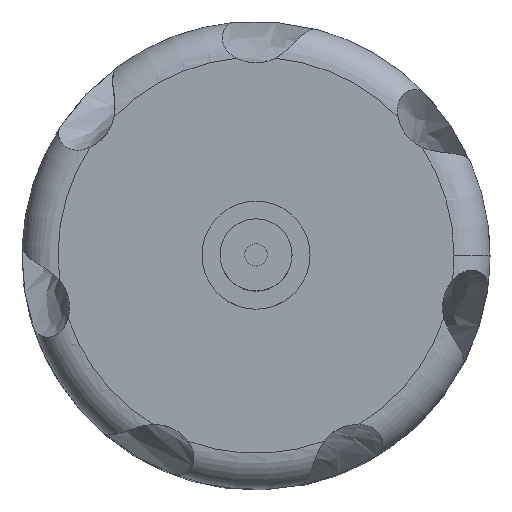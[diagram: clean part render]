
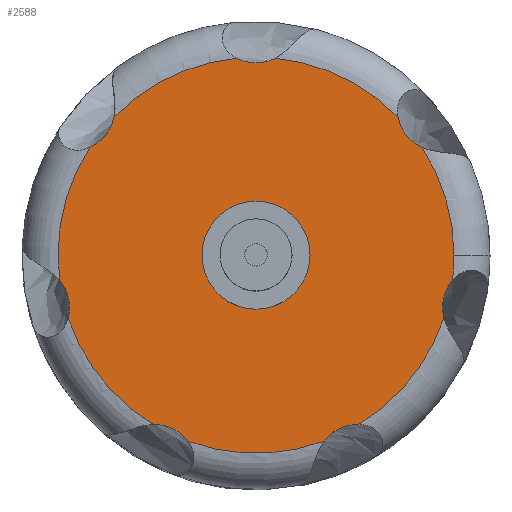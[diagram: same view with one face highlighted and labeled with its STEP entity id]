
A CAD part, top view. The second image highlights one B-rep face of the part: STEP entity #2588.
In plain terms, the highlighted planar face has unit normal (0, 0, 1).
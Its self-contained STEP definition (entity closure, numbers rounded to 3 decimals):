
#16 = DIRECTION ( 'NONE',  ( 1., 0., 0. ) ) ;
#28 = DIRECTION ( 'NONE',  ( 1., 0., 0. ) ) ;
#40 = ORIENTED_EDGE ( 'NONE', *, *, #665, .T. ) ;
#43 = DIRECTION ( 'NONE',  ( 0., 0., 1. ) ) ;
#49 = VERTEX_POINT ( 'NONE', #2156 ) ;
#102 = CARTESIAN_POINT ( 'NONE',  ( -20.725, -5.786, 65. ) ) ;
#125 = CARTESIAN_POINT ( 'NONE',  ( 22., 0., 65. ) ) ;
#137 = EDGE_CURVE ( 'NONE', #736, #910, #990, .T. ) ;
#149 = DIRECTION ( 'NONE',  ( 1., 0., 0. ) ) ;
#160 = DIRECTION ( 'NONE',  ( 1., 0., 0. ) ) ;
#181 = ORIENTED_EDGE ( 'NONE', *, *, #2277, .T. ) ;
#186 = DIRECTION ( 'NONE',  ( 1., 0., 0. ) ) ;
#191 = AXIS2_PLACEMENT_3D ( 'NONE', #1427, #1437, #953 ) ;
#260 = VERTEX_POINT ( 'NONE', #1077 ) ;
#282 = CIRCLE ( 'NONE', #2028, 22. ) ;
#288 = AXIS2_PLACEMENT_3D ( 'NONE', #1173, #1881, #2128 ) ;
#301 = CIRCLE ( 'NONE', #779, 22. ) ;
#368 = ORIENTED_EDGE ( 'NONE', *, *, #3045, .F. ) ;
#380 = EDGE_CURVE ( 'NONE', #1564, #260, #301, .T. ) ;
#405 = DIRECTION ( 'NONE',  ( 1., 0., 0. ) ) ;
#423 = AXIS2_PLACEMENT_3D ( 'NONE', #2222, #770, #2081 ) ;
#424 = CARTESIAN_POINT ( 'NONE',  ( -25.348, -5.786, 65. ) ) ;
#447 = DIRECTION ( 'NONE',  ( 0., 0., 1. ) ) ;
#451 = ORIENTED_EDGE ( 'NONE', *, *, #2458, .F. ) ;
#474 = CARTESIAN_POINT ( 'NONE',  ( 0., 0., 65. ) ) ;
#483 = DIRECTION ( 'NONE',  ( 0., 0., 1. ) ) ;
#500 = CARTESIAN_POINT ( 'NONE',  ( 11.42, -18.804, 65. ) ) ;
#588 = CARTESIAN_POINT ( 'NONE',  ( -20.874, -6.949, 65. ) ) ;
#632 = CARTESIAN_POINT ( 'NONE',  ( 0., 0., 65. ) ) ;
#645 = DIRECTION ( 'NONE',  ( 0., 0., 1. ) ) ;
#647 = CARTESIAN_POINT ( 'NONE',  ( 20.328, 16.211, 65. ) ) ;
#657 = DIRECTION ( 'NONE',  ( 0., 0., 1. ) ) ;
#665 = EDGE_CURVE ( 'NONE', #2255, #49, #2984, .T. ) ;
#691 = CARTESIAN_POINT ( 'NONE',  ( 0., 0., 65. ) ) ;
#714 = AXIS2_PLACEMENT_3D ( 'NONE', #1703, #2674, #1457 ) ;
#725 = CARTESIAN_POINT ( 'NONE',  ( -11.42, -18.804, 65. ) ) ;
#733 = CIRCLE ( 'NONE', #288, 4.623 ) ;
#736 = VERTEX_POINT ( 'NONE', #1027 ) ;
#746 = ORIENTED_EDGE ( 'NONE', *, *, #815, .F. ) ;
#770 = DIRECTION ( 'NONE',  ( 0., 0., 1. ) ) ;
#779 = AXIS2_PLACEMENT_3D ( 'NONE', #632, #2611, #2080 ) ;
#806 = CIRCLE ( 'NONE', #2520, 4.623 ) ;
#815 = EDGE_CURVE ( 'NONE', #2960, #2054, #2691, .T. ) ;
#827 = ORIENTED_EDGE ( 'NONE', *, *, #2788, .F. ) ;
#871 = CARTESIAN_POINT ( 'NONE',  ( 0., 0., 65. ) ) ;
#879 = ORIENTED_EDGE ( 'NONE', *, *, #2449, .T. ) ;
#910 = VERTEX_POINT ( 'NONE', #1203 ) ;
#951 = ORIENTED_EDGE ( 'NONE', *, *, #380, .T. ) ;
#953 = DIRECTION ( 'NONE',  ( 1., 0., 0. ) ) ;
#965 = VERTEX_POINT ( 'NONE', #2673 ) ;
#973 = CARTESIAN_POINT ( 'NONE',  ( 0., 0., 65. ) ) ;
#990 = CIRCLE ( 'NONE', #2806, 22. ) ;
#1001 = AXIS2_PLACEMENT_3D ( 'NONE', #2354, #1868, #149 ) ;
#1027 = CARTESIAN_POINT ( 'NONE',  ( -2.13, 21.897, 65. ) ) ;
#1063 = ORIENTED_EDGE ( 'NONE', *, *, #137, .T. ) ;
#1077 = CARTESIAN_POINT ( 'NONE',  ( 20.874, -6.949, 65. ) ) ;
#1081 = CARTESIAN_POINT ( 'NONE',  ( 15.791, 15.318, 65. ) ) ;
#1121 = DIRECTION ( 'NONE',  ( 1., 0., 0. ) ) ;
#1170 = CARTESIAN_POINT ( 'NONE',  ( -21.822, -2.796, 65. ) ) ;
#1173 = CARTESIAN_POINT ( 'NONE',  ( -11.281, -23.425, 65. ) ) ;
#1203 = CARTESIAN_POINT ( 'NONE',  ( -15.791, 15.318, 65. ) ) ;
#1207 = DIRECTION ( 'NONE',  ( 0., 0., 1. ) ) ;
#1220 = CARTESIAN_POINT ( 'NONE',  ( -18.448, 11.987, 65. ) ) ;
#1241 = CARTESIAN_POINT ( 'NONE',  ( 0., 0., 65. ) ) ;
#1381 = CIRCLE ( 'NONE', #423, 22. ) ;
#1393 = ORIENTED_EDGE ( 'NONE', *, *, #1473, .T. ) ;
#1421 = CIRCLE ( 'NONE', #191, 4.623 ) ;
#1427 = CARTESIAN_POINT ( 'NONE',  ( -20.328, 16.211, 65. ) ) ;
#1437 = DIRECTION ( 'NONE',  ( 0., 0., 1. ) ) ;
#1450 = DIRECTION ( 'NONE',  ( 1., 0., 0. ) ) ;
#1455 = DIRECTION ( 'NONE',  ( 0., 0., 1. ) ) ;
#1457 = DIRECTION ( 'NONE',  ( 1., 0., 0. ) ) ;
#1473 = EDGE_CURVE ( 'NONE', #2871, #2635, #2663, .T. ) ;
#1564 = VERTEX_POINT ( 'NONE', #500 ) ;
#1655 = PLANE ( 'NONE',  #2189 ) ;
#1677 = VERTEX_POINT ( 'NONE', #102 ) ;
#1703 = CARTESIAN_POINT ( 'NONE',  ( 25.348, -5.786, 65. ) ) ;
#1721 = FACE_OUTER_BOUND ( 'NONE', #2007, .T. ) ;
#1724 = ORIENTED_EDGE ( 'NONE', *, *, #2562, .F. ) ;
#1788 = CIRCLE ( 'NONE', #1001, 4.623 ) ;
#1809 = DIRECTION ( 'NONE',  ( 1., 0., 0. ) ) ;
#1858 = AXIS2_PLACEMENT_3D ( 'NONE', #3101, #2820, #160 ) ;
#1868 = DIRECTION ( 'NONE',  ( 0., 0., 1. ) ) ;
#1881 = DIRECTION ( 'NONE',  ( 0., 0., 1. ) ) ;
#1909 = ORIENTED_EDGE ( 'NONE', *, *, #2510, .F. ) ;
#1923 = VERTEX_POINT ( 'NONE', #125 ) ;
#1951 = DIRECTION ( 'NONE',  ( 1., 0., 0. ) ) ;
#1978 = CIRCLE ( 'NONE', #2290, 4.623 ) ;
#2007 = EDGE_LOOP ( 'NONE', ( #3056, #1063, #2148, #1393, #368, #1909, #3129, #1724, #40, #451, #951, #827, #181, #2401, #746, #879 ) ) ;
#2028 = AXIS2_PLACEMENT_3D ( 'NONE', #2104, #645, #186 ) ;
#2053 = EDGE_CURVE ( 'NONE', #2904, #2168, #2445, .T. ) ;
#2054 = VERTEX_POINT ( 'NONE', #3054 ) ;
#2065 = DIRECTION ( 'NONE',  ( 0., 0., 1. ) ) ;
#2080 = DIRECTION ( 'NONE',  ( 1., 0., 0. ) ) ;
#2081 = DIRECTION ( 'NONE',  ( 1., 0., 0. ) ) ;
#2104 = CARTESIAN_POINT ( 'NONE',  ( 0., 0., 65. ) ) ;
#2128 = DIRECTION ( 'NONE',  ( 1., 0., 0. ) ) ;
#2148 = ORIENTED_EDGE ( 'NONE', *, *, #2741, .F. ) ;
#2156 = CARTESIAN_POINT ( 'NONE',  ( 7.582, -20.652, 65. ) ) ;
#2168 = VERTEX_POINT ( 'NONE', #725 ) ;
#2189 = AXIS2_PLACEMENT_3D ( 'NONE', #691, #447, #2653 ) ;
#2222 = CARTESIAN_POINT ( 'NONE',  ( 0., 0., 65. ) ) ;
#2255 = VERTEX_POINT ( 'NONE', #2958 ) ;
#2277 = EDGE_CURVE ( 'NONE', #2957, #1923, #2410, .T. ) ;
#2290 = AXIS2_PLACEMENT_3D ( 'NONE', #424, #657, #2573 ) ;
#2354 = CARTESIAN_POINT ( 'NONE',  ( -25.348, -5.786, 65. ) ) ;
#2390 = AXIS2_PLACEMENT_3D ( 'NONE', #647, #2065, #405 ) ;
#2401 = ORIENTED_EDGE ( 'NONE', *, *, #2509, .T. ) ;
#2410 = CIRCLE ( 'NONE', #3089, 22. ) ;
#2417 = CARTESIAN_POINT ( 'NONE',  ( 0., 0., 65. ) ) ;
#2445 = CIRCLE ( 'NONE', #2812, 22. ) ;
#2449 = EDGE_CURVE ( 'NONE', #2960, #965, #1381, .T. ) ;
#2458 = EDGE_CURVE ( 'NONE', #1564, #49, #2877, .T. ) ;
#2509 = EDGE_CURVE ( 'NONE', #1923, #2054, #282, .T. ) ;
#2510 = EDGE_CURVE ( 'NONE', #2904, #1677, #1788, .T. ) ;
#2520 = AXIS2_PLACEMENT_3D ( 'NONE', #2796, #2804, #1809 ) ;
#2562 = EDGE_CURVE ( 'NONE', #2255, #2168, #733, .T. ) ;
#2573 = DIRECTION ( 'NONE',  ( 1., 0., 0. ) ) ;
#2588 = ADVANCED_FACE ( 'NONE', ( #1721 ), #1655, .T. ) ;
#2595 = DIRECTION ( 'NONE',  ( 0., 0., 1. ) ) ;
#2609 = AXIS2_PLACEMENT_3D ( 'NONE', #2417, #1455, #16 ) ;
#2611 = DIRECTION ( 'NONE',  ( 0., 0., 1. ) ) ;
#2613 = CIRCLE ( 'NONE', #714, 4.623 ) ;
#2635 = VERTEX_POINT ( 'NONE', #1170 ) ;
#2653 = DIRECTION ( 'NONE',  ( 1., 0., 0. ) ) ;
#2663 = CIRCLE ( 'NONE', #2609, 22. ) ;
#2673 = CARTESIAN_POINT ( 'NONE',  ( 2.13, 21.897, 65. ) ) ;
#2674 = DIRECTION ( 'NONE',  ( 0., 0., 1. ) ) ;
#2691 = CIRCLE ( 'NONE', #2390, 4.623 ) ;
#2731 = AXIS2_PLACEMENT_3D ( 'NONE', #1241, #483, #28 ) ;
#2741 = EDGE_CURVE ( 'NONE', #2871, #910, #1421, .T. ) ;
#2788 = EDGE_CURVE ( 'NONE', #2957, #260, #2613, .T. ) ;
#2796 = CARTESIAN_POINT ( 'NONE',  ( 0., 26., 65. ) ) ;
#2804 = DIRECTION ( 'NONE',  ( 0., 0., 1. ) ) ;
#2806 = AXIS2_PLACEMENT_3D ( 'NONE', #474, #1207, #1450 ) ;
#2812 = AXIS2_PLACEMENT_3D ( 'NONE', #871, #2595, #1121 ) ;
#2820 = DIRECTION ( 'NONE',  ( 0., 0., 1. ) ) ;
#2871 = VERTEX_POINT ( 'NONE', #1220 ) ;
#2877 = CIRCLE ( 'NONE', #1858, 4.623 ) ;
#2899 = EDGE_CURVE ( 'NONE', #736, #965, #806, .T. ) ;
#2904 = VERTEX_POINT ( 'NONE', #588 ) ;
#2957 = VERTEX_POINT ( 'NONE', #3059 ) ;
#2958 = CARTESIAN_POINT ( 'NONE',  ( -7.582, -20.652, 65. ) ) ;
#2960 = VERTEX_POINT ( 'NONE', #1081 ) ;
#2984 = CIRCLE ( 'NONE', #2731, 22. ) ;
#3045 = EDGE_CURVE ( 'NONE', #1677, #2635, #1978, .T. ) ;
#3054 = CARTESIAN_POINT ( 'NONE',  ( 18.448, 11.987, 65. ) ) ;
#3056 = ORIENTED_EDGE ( 'NONE', *, *, #2899, .F. ) ;
#3059 = CARTESIAN_POINT ( 'NONE',  ( 21.822, -2.796, 65. ) ) ;
#3089 = AXIS2_PLACEMENT_3D ( 'NONE', #973, #43, #1951 ) ;
#3101 = CARTESIAN_POINT ( 'NONE',  ( 11.281, -23.425, 65. ) ) ;
#3129 = ORIENTED_EDGE ( 'NONE', *, *, #2053, .T. ) ;
